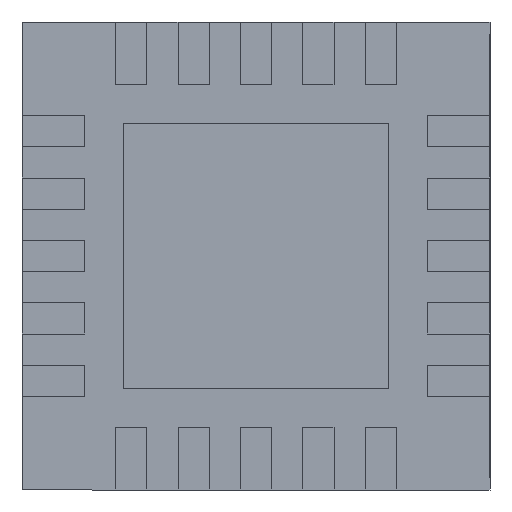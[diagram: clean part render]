
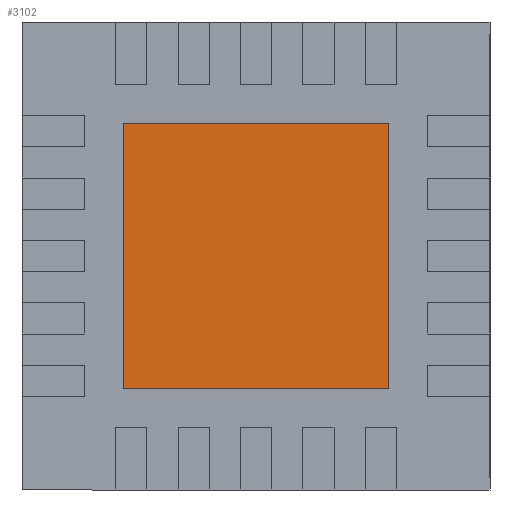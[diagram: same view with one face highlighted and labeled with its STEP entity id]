
A CAD part, front view. The second image highlights one B-rep face of the part: STEP entity #3102.
In plain terms, the highlighted planar face has unit normal (0, -1, 0).
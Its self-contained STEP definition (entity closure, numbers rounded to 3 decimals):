
#117 = EDGE_CURVE ( 'NONE', #2176, #2794, #5355, .T. ) ;
#178 = CARTESIAN_POINT ( 'NONE',  ( 0.85, 0., 0.85 ) ) ;
#393 = DIRECTION ( 'NONE',  ( 0., -1., 0. ) ) ;
#422 = CARTESIAN_POINT ( 'NONE',  ( 0.85, 0., -0.85 ) ) ;
#575 = ORIENTED_EDGE ( 'NONE', *, *, #5051, .T. ) ;
#589 = EDGE_LOOP ( 'NONE', ( #3334, #5627, #1802, #575 ) ) ;
#609 = DIRECTION ( 'NONE',  ( -1., 0., 0. ) ) ;
#939 = FACE_OUTER_BOUND ( 'NONE', #589, .T. ) ;
#1135 = LINE ( 'NONE', #6087, #2843 ) ;
#1485 = VECTOR ( 'NONE', #3168, 1000. ) ;
#1802 = ORIENTED_EDGE ( 'NONE', *, *, #3374, .T. ) ;
#1846 = AXIS2_PLACEMENT_3D ( 'NONE', #3377, #393, #4325 ) ;
#2176 = VERTEX_POINT ( 'NONE', #3507 ) ;
#2323 = VECTOR ( 'NONE', #5504, 1000. ) ;
#2794 = VERTEX_POINT ( 'NONE', #5704 ) ;
#2843 = VECTOR ( 'NONE', #609, 1000. ) ;
#2893 = EDGE_CURVE ( 'NONE', #2794, #3321, #6309, .T. ) ;
#3102 = ADVANCED_FACE ( 'NONE', ( #939 ), #5356, .T. ) ;
#3168 = DIRECTION ( 'NONE',  ( 0., 0., 1. ) ) ;
#3321 = VERTEX_POINT ( 'NONE', #5667 ) ;
#3334 = ORIENTED_EDGE ( 'NONE', *, *, #117, .T. ) ;
#3374 = EDGE_CURVE ( 'NONE', #3321, #4772, #4694, .T. ) ;
#3377 = CARTESIAN_POINT ( 'NONE',  ( 0., 0., 0. ) ) ;
#3507 = CARTESIAN_POINT ( 'NONE',  ( -0.85, 0., 0.85 ) ) ;
#3589 = DIRECTION ( 'NONE',  ( 1., 0., 0. ) ) ;
#4325 = DIRECTION ( 'NONE',  ( 0., 0., -1. ) ) ;
#4613 = VECTOR ( 'NONE', #3589, 1000. ) ;
#4694 = LINE ( 'NONE', #5643, #1485 ) ;
#4772 = VERTEX_POINT ( 'NONE', #178 ) ;
#5051 = EDGE_CURVE ( 'NONE', #4772, #2176, #1135, .T. ) ;
#5355 = LINE ( 'NONE', #6037, #2323 ) ;
#5356 = PLANE ( 'NONE',  #1846 ) ;
#5504 = DIRECTION ( 'NONE',  ( 0., 0., -1. ) ) ;
#5627 = ORIENTED_EDGE ( 'NONE', *, *, #2893, .T. ) ;
#5643 = CARTESIAN_POINT ( 'NONE',  ( 0.85, 0., -0.85 ) ) ;
#5667 = CARTESIAN_POINT ( 'NONE',  ( 0.85, 0., -0.85 ) ) ;
#5704 = CARTESIAN_POINT ( 'NONE',  ( -0.85, 0., -0.85 ) ) ;
#6037 = CARTESIAN_POINT ( 'NONE',  ( -0.85, 0., -0.85 ) ) ;
#6087 = CARTESIAN_POINT ( 'NONE',  ( 0.85, 0., 0.85 ) ) ;
#6309 = LINE ( 'NONE', #422, #4613 ) ;
